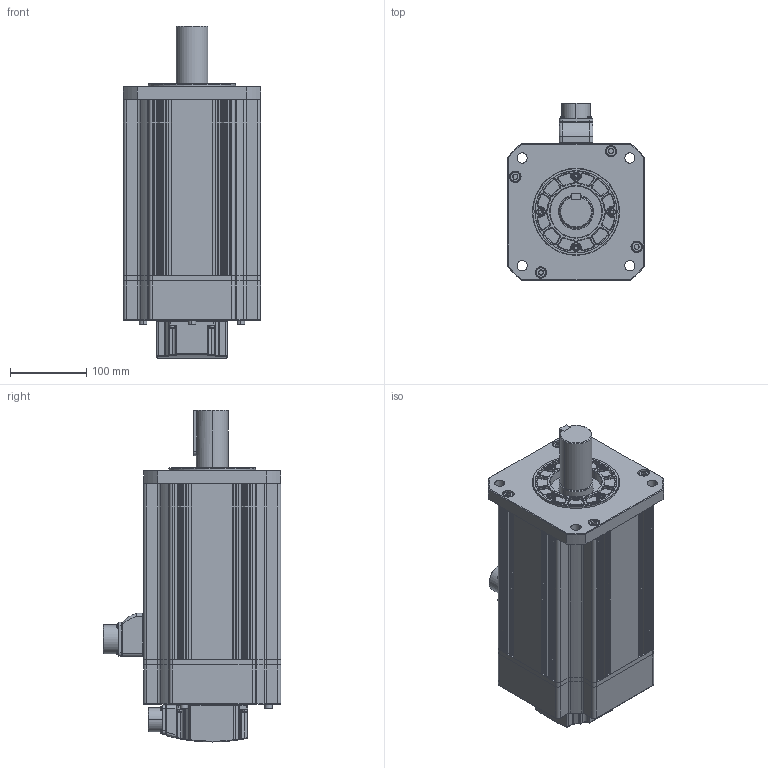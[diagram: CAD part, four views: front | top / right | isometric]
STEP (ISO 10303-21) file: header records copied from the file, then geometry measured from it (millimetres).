
FILE_DESCRIPTION (( 'STEP AP214' ), '1' );
FILE_NAME ('FMP18GA003G04_Out Line(APM-FFP75D_K2) r1 nc fxt.STEP', '2022-02-17T13:49:14', ( '' ), ( '' ), 'SwSTEP 2.0', 'SolidWorks 2017', '' );
FILE_SCHEMA (( 'AUTOMOTIVE_DESIGN' ));
Length unit declared in the file: inch
Products named in the file (1): FMP18GA003G04_Out Line(APM-FFP75D_K2) r1 nc fxt
Bounding box: 180 x 233 x 435.9 mm (x, y, z)
Volume: 9178808 mm3; surface area: 674198.3 mm2
Topology: 64 solids, 64 shells, 2531 faces, 6409 edges, 4081 vertices
Faces by surface type: cylinder 959, plane 831, bspline 341, cone 286, torus 114
Entity records: 90235 total; most frequent: CARTESIAN_POINT 29254, ORIENTED_EDGE 12686, DIRECTION 12555, EDGE_CURVE 6343, AXIS2_PLACEMENT_3D 4826, VERTEX_POINT 4081, LINE 2903, VECTOR 2903
